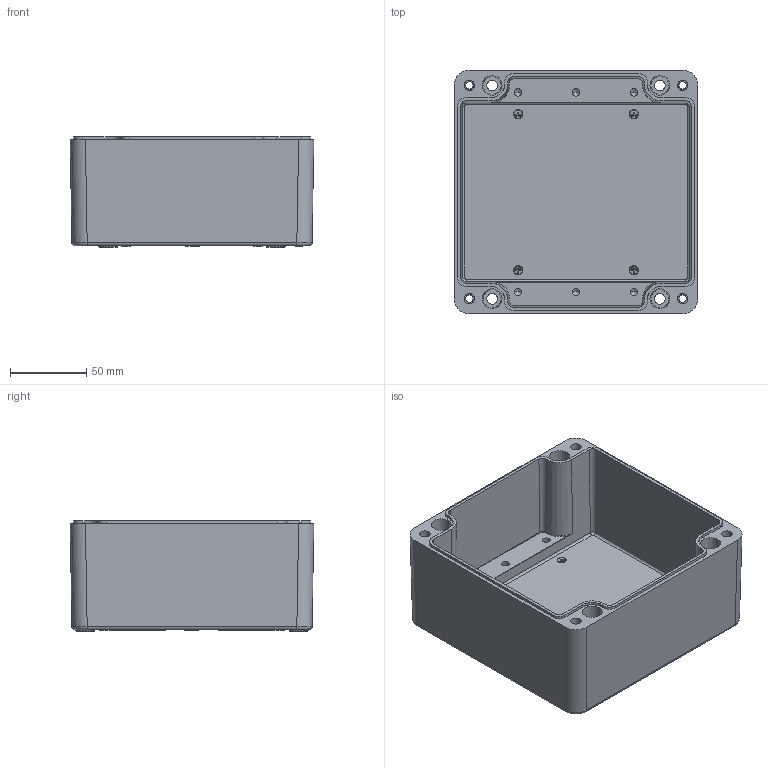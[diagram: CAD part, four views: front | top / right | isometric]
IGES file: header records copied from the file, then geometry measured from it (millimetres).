
Global section: file name: No Iges File Name specified; native system: Autodesk Inventor 2011; preprocessor: AutoDesk Inventor Iges Exporter R2011; author: tcook; date: 20101020.143819; units: millimetre
Bounding box: 160 x 160 x 72.3 mm (x, y, z)
Volume: 359199.9 mm3; surface area: 152570.5 mm2
Topology: 1 solids, 1 shells, 462 faces, 1133 edges, 720 vertices
Faces by surface type: plane 201, bspline 161, revolution 42, cylinder 38, cone 12, torus 8
